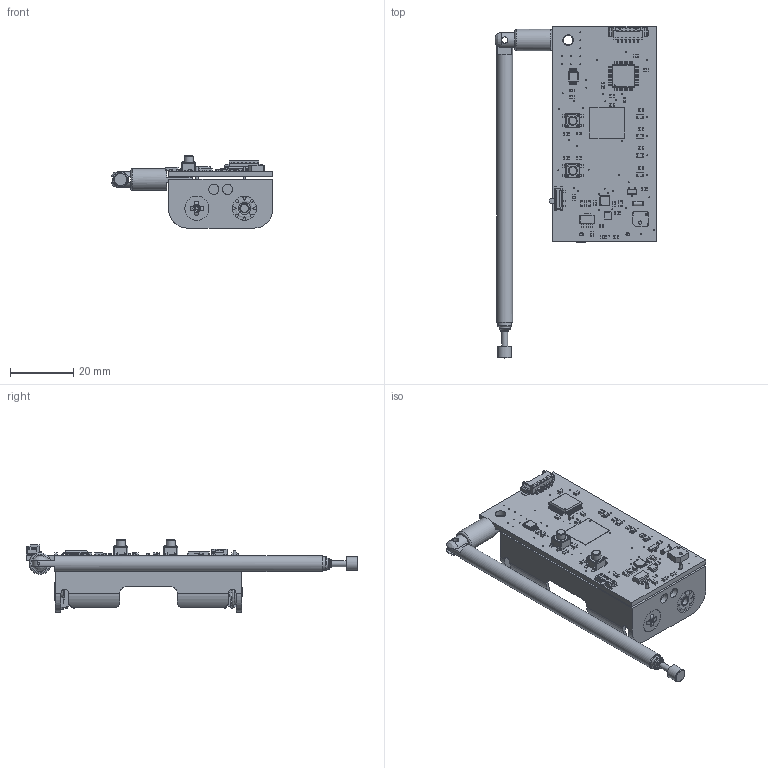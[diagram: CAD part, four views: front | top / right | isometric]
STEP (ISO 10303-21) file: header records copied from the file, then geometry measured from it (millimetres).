
FILE_DESCRIPTION(/* description */ (''),/* implementation_level */ '2;1');
FILE_NAME(/* name */ 'a630abc7-1ee7-4682-9eb2-a25babdd8678.stp',/* time_stamp */ '2021-09-04T18:45:17+00:00',/* author */ (''),/* organization */ (''),/* preprocessor_version */ 'ST-DEVELOPER v18.1',/* originating_system */ 'Autodesk Translation Framework v10.10.0.1391',/* authorisation */ '');
FILE_SCHEMA (('AUTOMOTIVE_DESIGN { 1 0 10303 214 3 1 1 }'));
Products named in the file (24): a630abc7-1ee7-4682-9eb2-a25babdd8678; PCB Component; Board; 2462_NO-MOUNTING-HOLES; 100nF; 10uF; ANT; 2.2uH; CHIPLED_0805; CSS-0575A-SMT; 0532610671; 100k; PTS; PCM12SMTR; PCM12SMTR_3; BC817; FDC1004DGSR; BODY-SO; LEAD-SO; TPS61202DRCT; 4148; AP7215-33YG-13; GHOST; STM32L071KBT6
Assembly tree (60 placements, depth 4):
  a630abc7-1ee7-4682-9eb2-a25babdd8678
    PCB Component
      Board
      2462_NO-MOUNTING-HOLES
      100nF  x11
      10uF  x3
      ANT
      2.2uH
      CHIPLED_0805  x4
      CSS-0575A-SMT
      0532610671
      100k  x13
      PTS  x2
      PCM12SMTR
        PCM12SMTR_3
      BC817
      FDC1004DGSR
        BODY-SO
        LEAD-SO  x10
      TPS61202DRCT
      4148
      AP7215-33YG-13
      GHOST
      STM32L071KBT6
Bounding box: 51.01 x 104.7 x 22.82 mm (x, y, z)
Volume: 12990 mm3; surface area: 19105.6 mm2
Topology: 103 solids, 103 shells, 3589 faces, 8920 edges, 5659 vertices
Faces by surface type: plane 2390, cylinder 784, sphere 216, bspline 174, torus 21, cone 4
Full cylindrical faces by diameter (mm): 0.288 x1, 0.3 x1, 0.305 x59, 0.5 x1, 0.6 x2, 0.686 x1, 0.7 x8, 0.8 x2, 0.864 x2, 0.9 x2, 1 x1, 1.02 x2, 1.024 x2, 1.2 x1, 1.4 x2, 1.778 x2, 1.9 x1, 2 x2, 2.489 x3, 2.75 x1, 2.8 x2, 2.935 x2, 3 x2, 3.175 x2, 3.2 x2, 3.3 x1, 3.48 x1, 3.81 x3, 4.29 x1, 4.32 x1
Entity records: 89908 total; most frequent: CARTESIAN_POINT 27345, ORIENTED_EDGE 12722, DIRECTION 11595, EDGE_CURVE 6361, LINE 5021, VECTOR 5021, VERTEX_POINT 4147, AXIS2_PLACEMENT_3D 3287
